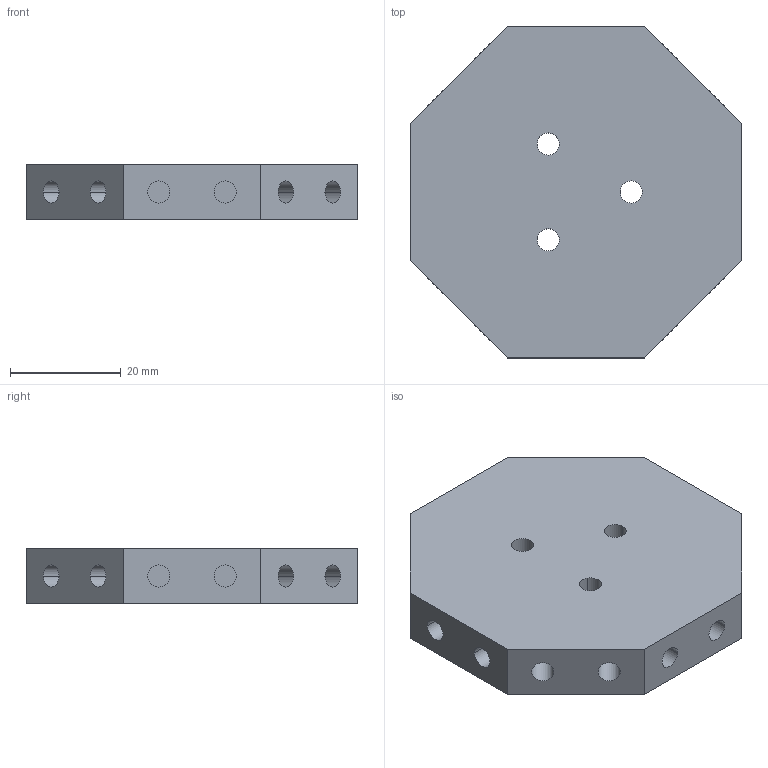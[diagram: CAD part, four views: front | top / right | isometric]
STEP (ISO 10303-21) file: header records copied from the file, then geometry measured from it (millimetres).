
FILE_DESCRIPTION(('STEP AP214'),'1');
FILE_NAME('Plateforme.stp','2017-04-09T20:34:13',(' '),(' '),'Spatial InterOp 3D',' ',' ');
FILE_SCHEMA(('automotive_design'));
Length unit declared in the file: metre
Products named in the file (1): 1
Bounding box: 60 x 60 x 10 mm (x, y, z)
Volume: 28240 mm3; surface area: 9460.9 mm2
Topology: 1 solids, 1 shells, 64 faces, 138 edges, 92 vertices
Faces by surface type: cylinder 38, plane 26
Entity records: 2327 total; most frequent: DIRECTION 344, CARTESIAN_POINT 295, ORIENTED_EDGE 276, AXIS2_PLACEMENT_3D 141, EDGE_CURVE 138, VERTEX_POINT 92, EDGE_LOOP 86, CIRCLE 76
